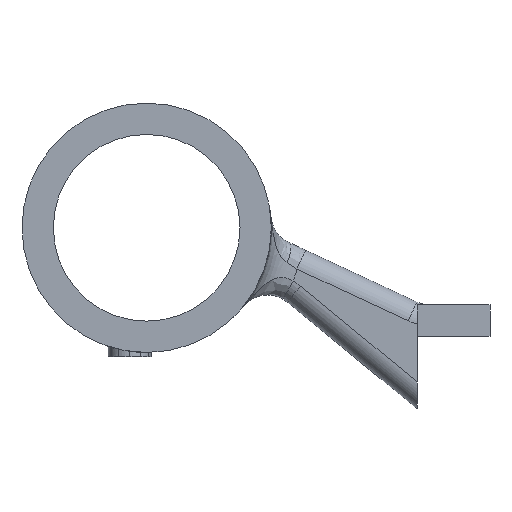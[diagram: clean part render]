
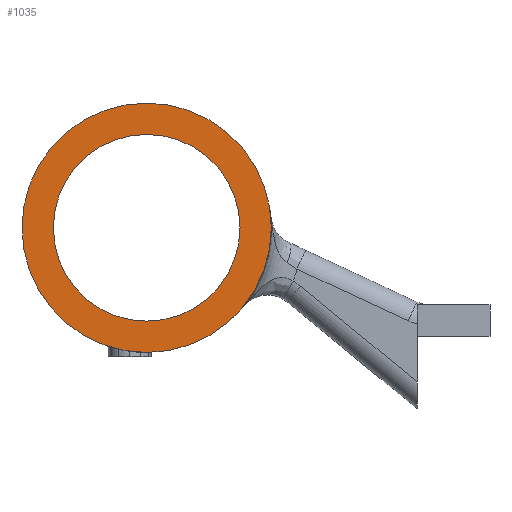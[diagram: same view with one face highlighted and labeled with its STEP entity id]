
A CAD part, left-side view. The second image highlights one B-rep face of the part: STEP entity #1035.
In plain terms, the highlighted planar face has unit normal (-1, 0, 0).
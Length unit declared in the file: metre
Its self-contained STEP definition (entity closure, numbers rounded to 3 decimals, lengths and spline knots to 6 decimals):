
#24=CIRCLE('',#1107,0.012);
#35=CIRCLE('',#1122,0.008987);
#80=PLANE('',#1124);
#282=ORIENTED_EDGE('',*,*,#588,.T.);
#283=ORIENTED_EDGE('',*,*,#554,.F.);
#554=EDGE_CURVE('',#709,#709,#24,.T.);
#588=EDGE_CURVE('',#742,#742,#35,.T.);
#709=VERTEX_POINT('',#1458);
#742=VERTEX_POINT('',#1559);
#869=EDGE_LOOP('',(#282));
#870=EDGE_LOOP('',(#283));
#946=FACE_BOUND('',#869,.T.);
#947=FACE_BOUND('',#870,.T.);
#1035=ADVANCED_FACE('',(#946,#947),#80,.F.);
#1107=AXIS2_PLACEMENT_3D('',#1457,#1195,#1196);
#1122=AXIS2_PLACEMENT_3D('',#1558,#1237,#1238);
#1124=AXIS2_PLACEMENT_3D('',#1561,#1241,#1242);
#1195=DIRECTION('',(1.,0.,0.));
#1196=DIRECTION('',(0.,1.,0.));
#1237=DIRECTION('',(1.,0.,0.));
#1238=DIRECTION('',(0.,1.,0.));
#1241=DIRECTION('',(1.,0.,0.));
#1242=DIRECTION('',(0.,1.,0.));
#1457=CARTESIAN_POINT('',(0.216,0.284545,0.104427));
#1458=CARTESIAN_POINT('',(0.216,0.296545,0.104427));
#1558=CARTESIAN_POINT('',(0.216,0.284545,0.104427));
#1559=CARTESIAN_POINT('',(0.216,0.293532,0.104427));
#1561=CARTESIAN_POINT('',(0.216,0.284545,0.104427));
